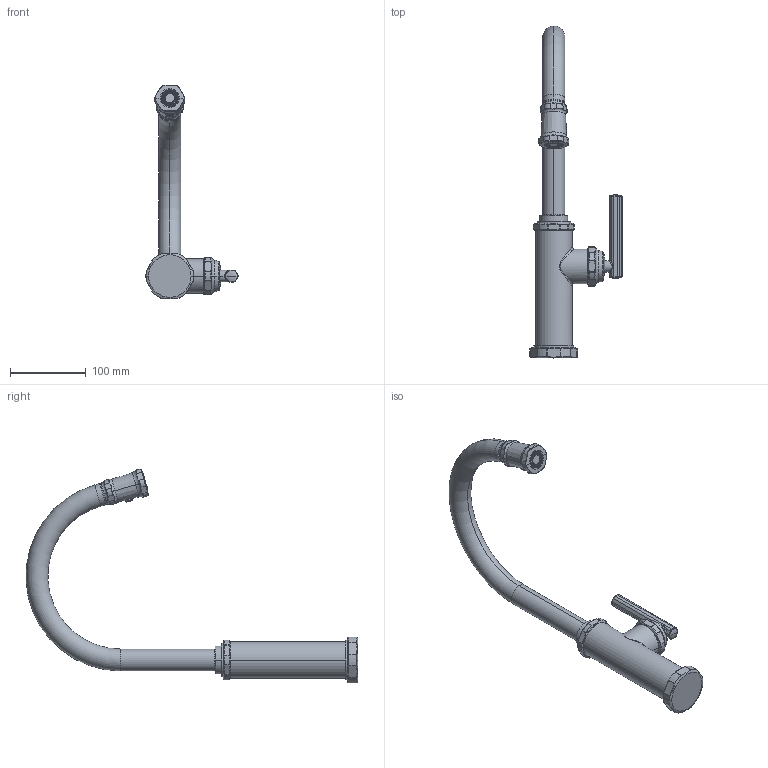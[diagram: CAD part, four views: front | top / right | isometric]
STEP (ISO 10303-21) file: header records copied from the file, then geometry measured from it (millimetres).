
FILE_DESCRIPTION((''),'2;1');
FILE_NAME('12448','2021-04-09T10:19:43',('jinson.thomas'),(''),'CREO PARAMETRIC BY PTC INC, 2018400','CREO PARAMETRIC BY PTC INC, 2018400','');
FILE_SCHEMA(('CONFIG_CONTROL_DESIGN'));
Length unit declared in the file: inch
Products named in the file (1): 12448
Bounding box: 121.95 x 438.55 x 282.72 mm (x, y, z)
Volume: 804951.2 mm3; surface area: 97149.7 mm2
Topology: 1 solids, 1 shells, 631 faces, 1525 edges, 905 vertices
Faces by surface type: bspline 208, plane 156, cylinder 151, torus 78, cone 30, sphere 8
Entity records: 28252 total; most frequent: CARTESIAN_POINT 15072, ORIENTED_EDGE 3038, DIRECTION 2437, EDGE_CURVE 1519, AXIS2_PLACEMENT_3D 1069, VERTEX_POINT 905, EDGE_LOOP 646, CIRCLE 646
